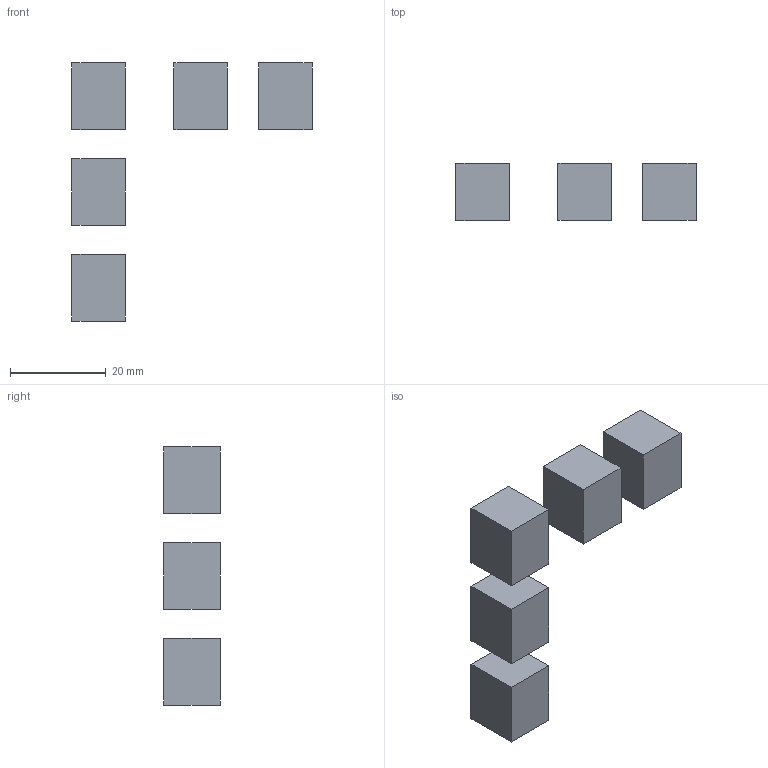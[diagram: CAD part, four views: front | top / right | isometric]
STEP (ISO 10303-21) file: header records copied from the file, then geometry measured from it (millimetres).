
FILE_DESCRIPTION(('STEP AP214'),'1');
FILE_NAME('test-extract-info.stp','2021-11-08T07:49:35',(' '),(' '),'Spatial InterOp 3D',' ',' ');
FILE_SCHEMA(('AUTOMOTIVE_DESIGN { 1 0 10303 214 1 1 1 1 }'));
Length unit declared in the file: centimetre
Products named in the file (8): Component1; Component1-1.2 [f:0.9]; test-extract-info [m:SS316L]; Component2; Pattern; Component3; Component4 [m:Inconel718 f:0.5]; Component5
Assembly tree (11 placements, depth 4):
  test-extract-info [m:SS316L]
    Component1
      Component1-1.2 [f:0.9]
    Component2
      Component1-1.2 [f:0.9]
    Component3
      Pattern
        Component1-1.2 [f:0.9]
    Component4 [m:Inconel718 f:0.5]
      Component1-1.2 [f:0.9]
    Component5
      Component1-1.2 [f:0.9]
Bounding box: 50.19 x 11.9 x 53.96 mm (x, y, z)
Volume: 9244.8 mm3; surface area: 4539.5 mm2
Topology: 5 solids, 5 shells, 30 faces, 60 edges, 40 vertices
Faces by surface type: plane 30
Entity records: 462 total; most frequent: DIRECTION 60, CARTESIAN_POINT 44, AXIS2_PLACEMENT_3D 24, ORIENTED_EDGE 24, PRODUCT_DEFINITION_SHAPE 19, DIMENSIONAL_EXPONENTS 16, EDGE_CURVE 12, LINE 12
